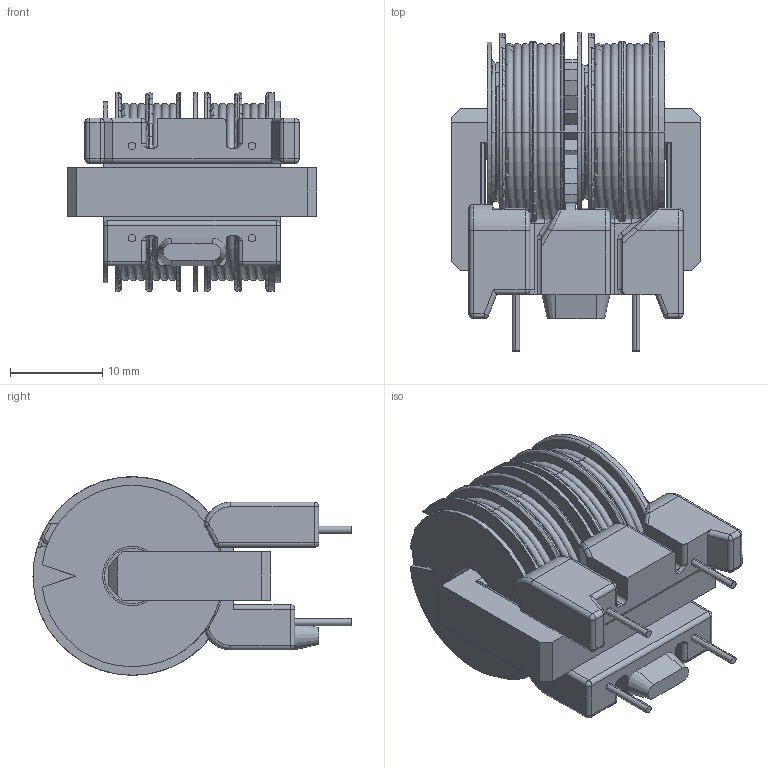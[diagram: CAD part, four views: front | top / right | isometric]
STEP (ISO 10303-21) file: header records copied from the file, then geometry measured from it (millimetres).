
FILE_DESCRIPTION (( 'STEP AP214' ), '1' );
FILE_NAME ('SS26V(MAX-LOGO).STEP', '2018-11-06T00:06:00', ( '' ), ( '' ), 'SwSTEP 2.0', 'SolidWorks 2018', '' );
FILE_SCHEMA (( 'AUTOMOTIVE_DESIGN' ));
Length unit declared in the file: millimetre
Products named in the file (1): SS26V(MAX-LOGO)
Bounding box: 27 x 34.45 x 21.5 mm (x, y, z)
Volume: 7916.8 mm3; surface area: 8649.3 mm2
Topology: 1 solids, 1 shells, 669 faces, 1762 edges, 1081 vertices
Faces by surface type: plane 259, cylinder 202, torus 147, bspline 39, sphere 20, cone 2
Entity records: 28905 total; most frequent: CARTESIAN_POINT 5132, DIRECTION 3505, ORIENTED_EDGE 3498, EDGE_CURVE 1749, AXIS2_PLACEMENT_3D 1337, VERTEX_POINT 1081, LINE 831, VECTOR 831
